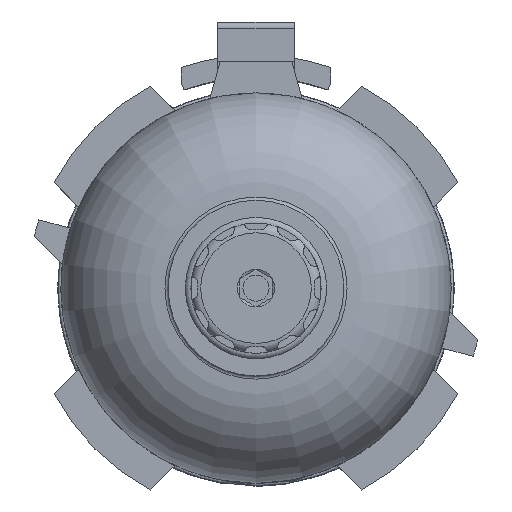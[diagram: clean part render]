
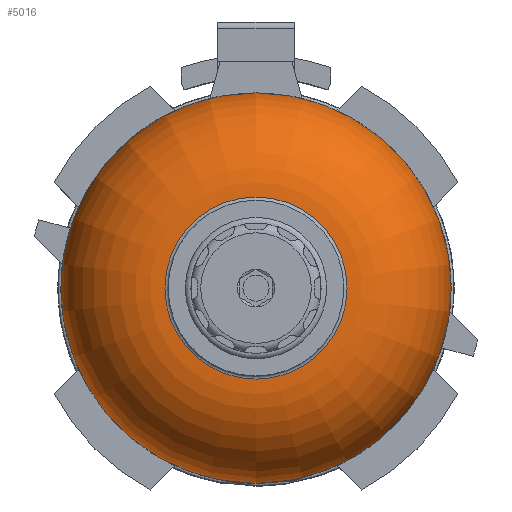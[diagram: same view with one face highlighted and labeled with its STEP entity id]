
A CAD part, front view. The second image highlights one B-rep face of the part: STEP entity #5016.
In plain terms, the highlighted toroidal (fillet/blend) face has major radius 14 mm and minor radius 16 mm.
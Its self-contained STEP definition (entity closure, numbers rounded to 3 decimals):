
#18=DEGENERATE_TOROIDAL_SURFACE('',#7015,14.,16.,.T.);
#498=CIRCLE('',#6957,30.);
#542=CIRCLE('',#7016,14.);
#1774=ORIENTED_EDGE('',*,*,#2626,.T.);
#1775=ORIENTED_EDGE('',*,*,#2705,.F.);
#2626=EDGE_CURVE('',#3196,#3196,#498,.T.);
#2705=EDGE_CURVE('',#3256,#3256,#542,.T.);
#3196=VERTEX_POINT('',#10156);
#3256=VERTEX_POINT('',#10310);
#4249=EDGE_LOOP('',(#1774));
#4250=EDGE_LOOP('',(#1775));
#4579=FACE_BOUND('',#4249,.T.);
#4580=FACE_BOUND('',#4250,.T.);
#5016=ADVANCED_FACE('',(#4579,#4580),#18,.T.);
#6957=AXIS2_PLACEMENT_3D('',#10155,#8157,#8158);
#7015=AXIS2_PLACEMENT_3D('',#10308,#8308,#8309);
#7016=AXIS2_PLACEMENT_3D('',#10309,#8310,#8311);
#8157=DIRECTION('',(0.,-1.,0.));
#8158=DIRECTION('',(0.,0.,-1.));
#8308=DIRECTION('',(0.,-1.,0.));
#8309=DIRECTION('',(0.,0.,-1.));
#8310=DIRECTION('',(0.,-1.,0.));
#8311=DIRECTION('',(0.,0.,-1.));
#10155=CARTESIAN_POINT('',(0.,17.5,0.));
#10156=CARTESIAN_POINT('',(0.,17.5,-30.));
#10308=CARTESIAN_POINT('',(0.,17.5,0.));
#10309=CARTESIAN_POINT('',(0.,1.5,0.));
#10310=CARTESIAN_POINT('',(0.,1.5,-14.));
